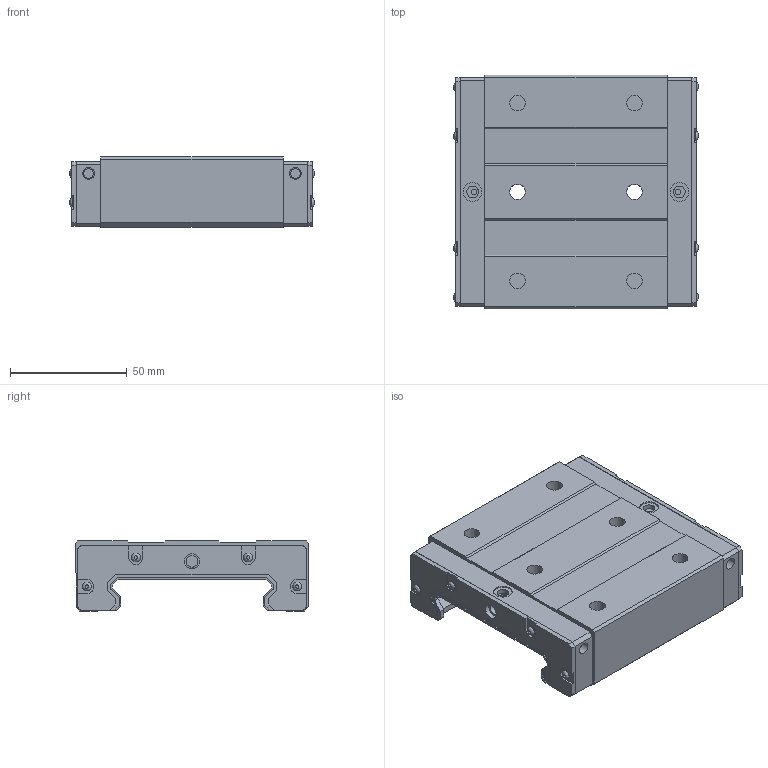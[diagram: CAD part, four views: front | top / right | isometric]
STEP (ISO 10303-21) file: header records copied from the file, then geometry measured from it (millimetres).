
FILE_DESCRIPTION(/* description */ ('-- NÁZEV DÍLCE --'),/* implementation_level */ '2;1');
FILE_NAME(/* name */ 'LGB X H 35 W N SS.stp',/* time_stamp */ '2024-07-25T11:16:47+02:00',/* author */ ('konstrukce'),/* organization */ (''),/* preprocessor_version */ 'ST-DEVELOPER v18.1',/* originating_system */ 'Autodesk Inventor 2022',/* authorisation */ '-- MAT.VÝCHOZÍ --');
FILE_SCHEMA (('AUTOMOTIVE_DESIGN { 1 0 10303 214 3 1 1 }'));
Length unit declared in the file: millimetre
Products named in the file (1): LGB X H 35 W N SS
Bounding box: 104.5 x 100 x 30 mm (x, y, z)
Volume: 182232 mm3; surface area: 39861 mm2
Topology: 1 solids, 15 shells, 612 faces, 1564 edges, 1026 vertices
Faces by surface type: plane 490, cylinder 100, cone 14, bspline 8
Full cylindrical faces by diameter (mm): 1.24 x6, 2.1 x8, 2.5 x10, 2.6 x6, 3.2 x4, 3.4 x8, 3.8 x8, 4 x4, 5 x8, 6.5 x2, 6.647 x6, 8 x2
Entity records: 19277 total; most frequent: CARTESIAN_POINT 3733, ORIENTED_EDGE 3116, DIRECTION 2956, EDGE_CURVE 1558, LINE 1146, VECTOR 1146, VERTEX_POINT 1026, AXIS2_PLACEMENT_3D 905
